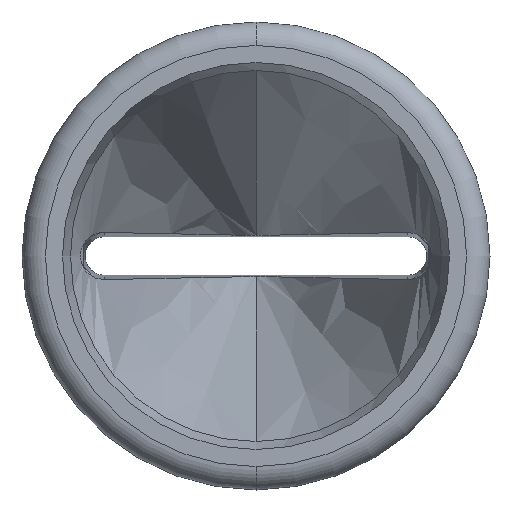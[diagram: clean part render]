
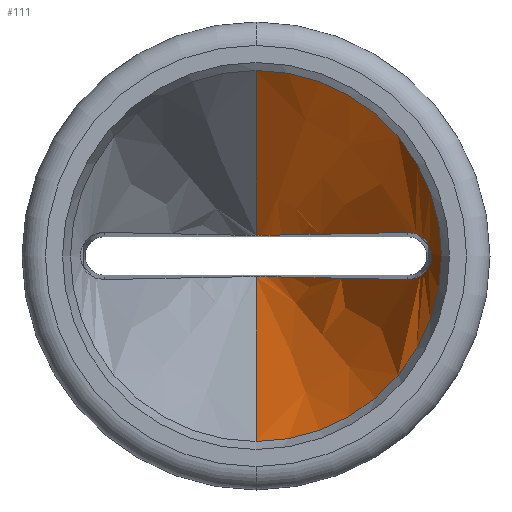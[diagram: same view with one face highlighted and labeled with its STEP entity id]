
A CAD part, front view. The second image highlights one B-rep face of the part: STEP entity #111.
In plain terms, the highlighted conical face has half-angle 22 degrees and reference radius 9.856 mm.
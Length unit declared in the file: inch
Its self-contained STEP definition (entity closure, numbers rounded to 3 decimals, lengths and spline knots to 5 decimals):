
#95 = EDGE_CURVE ( 'NONE', #127, #130, #546, .T. ) ;
#99 = ORIENTED_EDGE ( 'NONE', *, *, #95, .T. ) ;
#100 = ORIENTED_EDGE ( 'NONE', *, *, #118, .T. ) ;
#108 = ORIENTED_EDGE ( 'NONE', *, *, #176, .F. ) ;
#109 = VERTEX_POINT ( 'NONE', #584 ) ;
#110 = ORIENTED_EDGE ( 'NONE', *, *, #116, .F. ) ;
#111 = ADVANCED_FACE ( 'NONE', ( #583 ), #581, .F. ) ;
#112 = EDGE_LOOP ( 'NONE', ( #113, #110, #115, #108, #100, #99 ) ) ;
#113 = ORIENTED_EDGE ( 'NONE', *, *, #129, .F. ) ;
#114 = EDGE_CURVE ( 'NONE', #117, #109, #641, .T. ) ;
#115 = ORIENTED_EDGE ( 'NONE', *, *, #114, .T. ) ;
#116 = EDGE_CURVE ( 'NONE', #117, #132, #609, .T. ) ;
#117 = VERTEX_POINT ( 'NONE', #632 ) ;
#118 = EDGE_CURVE ( 'NONE', #119, #127, #636, .T. ) ;
#119 = VERTEX_POINT ( 'NONE', #661 ) ;
#127 = VERTEX_POINT ( 'NONE', #683 ) ;
#129 = EDGE_CURVE ( 'NONE', #132, #130, #678, .T. ) ;
#130 = VERTEX_POINT ( 'NONE', #712 ) ;
#132 = VERTEX_POINT ( 'NONE', #711 ) ;
#176 = EDGE_CURVE ( 'NONE', #119, #109, #871, .T. ) ;
#543 = DIRECTION ( 'NONE',  ( 0., -1., 0. ) ) ;
#544 = CARTESIAN_POINT ( 'NONE',  ( 0., 0.29578, 0. ) ) ;
#545 = AXIS2_PLACEMENT_3D ( 'NONE', #544, #543, #6964 ) ;
#546 = CIRCLE ( 'NONE', #545, 0.38803 ) ;
#578 = DIRECTION ( 'NONE',  ( 0., 0., -1. ) ) ;
#579 = DIRECTION ( 'NONE',  ( 0., -1., 0. ) ) ;
#580 = AXIS2_PLACEMENT_3D ( 'NONE', #582, #579, #578 ) ;
#581 = CONICAL_SURFACE ( 'NONE', #580, 0.38803, 0.384 ) ;
#582 = CARTESIAN_POINT ( 'NONE',  ( 0., 0.29578, 0. ) ) ;
#583 = FACE_OUTER_BOUND ( 'NONE', #112, .T. ) ;
#584 = CARTESIAN_POINT ( 'NONE',  ( 0.31682, 0.46255, -0.0494 ) ) ;
#609 = B_SPLINE_CURVE_WITH_KNOTS ( 'NONE', 3,
 ( #677, #676, #675, #674, #673, #672, #671, #670, #669, #668, #667, #666, #665, #664, #663, #662 ),
 .UNSPECIFIED., .F., .F.,
 ( 4, 2, 2, 2, 2, 2, 2, 4 ),
 ( 0., 0.00968, 0.01452, 0.01694, 0.01814, 0.01875, 0.01905, 0.01935 ),
 .UNSPECIFIED. ) ;
#610 = CARTESIAN_POINT ( 'NONE',  ( 0.31682, 0.46255, -0.0494 ) ) ;
#611 = CARTESIAN_POINT ( 'NONE',  ( 0.32138, 0.45136, -0.0495 ) ) ;
#612 = CARTESIAN_POINT ( 'NONE',  ( 0.32603, 0.44019, -0.04898 ) ) ;
#613 = CARTESIAN_POINT ( 'NONE',  ( 0.33538, 0.41819, -0.04646 ) ) ;
#614 = CARTESIAN_POINT ( 'NONE',  ( 0.34008, 0.40733, -0.04449 ) ) ;
#615 = CARTESIAN_POINT ( 'NONE',  ( 0.34714, 0.39134, -0.03989 ) ) ;
#616 = CARTESIAN_POINT ( 'NONE',  ( 0.34951, 0.38603, -0.03806 ) ) ;
#617 = CARTESIAN_POINT ( 'NONE',  ( 0.35413, 0.37575, -0.03368 ) ) ;
#618 = CARTESIAN_POINT ( 'NONE',  ( 0.35639, 0.37077, -0.03113 ) ) ;
#619 = CARTESIAN_POINT ( 'NONE',  ( 0.3607, 0.36135, -0.02486 ) ) ;
#620 = CARTESIAN_POINT ( 'NONE',  ( 0.36275, 0.35689, -0.02115 ) ) ;
#621 = CARTESIAN_POINT ( 'NONE',  ( 0.36605, 0.34977, -0.0118 ) ) ;
#622 = CARTESIAN_POINT ( 'NONE',  ( 0.36725, 0.34722, -0.00602 ) ) ;
#623 = CARTESIAN_POINT ( 'NONE',  ( 0.36721, 0.3473, 0.00631 ) ) ;
#624 = CARTESIAN_POINT ( 'NONE',  ( 0.36599, 0.3499, 0.01205 ) ) ;
#625 = CARTESIAN_POINT ( 'NONE',  ( 0.36266, 0.35709, 0.02134 ) ) ;
#626 = CARTESIAN_POINT ( 'NONE',  ( 0.36063, 0.3615, 0.02498 ) ) ;
#627 = CARTESIAN_POINT ( 'NONE',  ( 0.35629, 0.37098, 0.03125 ) ) ;
#628 = CARTESIAN_POINT ( 'NONE',  ( 0.35404, 0.37595, 0.03377 ) ) ;
#629 = CARTESIAN_POINT ( 'NONE',  ( 0.34944, 0.38617, 0.03812 ) ) ;
#630 = CARTESIAN_POINT ( 'NONE',  ( 0.3471, 0.39143, 0.03992 ) ) ;
#631 = CARTESIAN_POINT ( 'NONE',  ( 0.34, 0.40751, 0.04453 ) ) ;
#632 = CARTESIAN_POINT ( 'NONE',  ( 0.31682, 0.46255, 0.0494 ) ) ;
#633 = DIRECTION ( 'NONE',  ( 0., -0.927, -0.375 ) ) ;
#634 = VECTOR ( 'NONE', #633, 39.37008 ) ;
#635 = CARTESIAN_POINT ( 'NONE',  ( 0., 0.29578, -0.38803 ) ) ;
#636 = LINE ( 'NONE', #635, #634 ) ;
#637 = CARTESIAN_POINT ( 'NONE',  ( 0.3353, 0.41837, 0.04648 ) ) ;
#638 = CARTESIAN_POINT ( 'NONE',  ( 0.32598, 0.4403, 0.04898 ) ) ;
#639 = CARTESIAN_POINT ( 'NONE',  ( 0.32137, 0.45138, 0.0495 ) ) ;
#640 = CARTESIAN_POINT ( 'NONE',  ( 0.31682, 0.46255, 0.0494 ) ) ;
#641 = B_SPLINE_CURVE_WITH_KNOTS ( 'NONE', 3,
 ( #640, #639, #638, #637, #631, #630, #629, #628, #627, #626, #625, #624, #623, #622, #621, #620, #619, #618, #617, #616, #615, #614, #613, #612, #611, #610 ),
 .UNSPECIFIED., .F., .F.,
 ( 4, 2, 2, 2, 2, 2, 2, 2, 2, 2, 2, 2, 4 ),
 ( 0., 0.00091, 0.00183, 0.00228, 0.00274, 0.0032, 0.00365, 0.00411, 0.00457, 0.00502, 0.00548, 0.00639, 0.0073 ),
 .UNSPECIFIED. ) ;
#661 = CARTESIAN_POINT ( 'NONE',  ( 0., 1.14872, -0.04342 ) ) ;
#662 = CARTESIAN_POINT ( 'NONE',  ( 0., 1.14872, 0.04342 ) ) ;
#663 = CARTESIAN_POINT ( 'NONE',  ( 0.00401, 1.14872, 0.04342 ) ) ;
#664 = CARTESIAN_POINT ( 'NONE',  ( 0.00785, 1.14725, 0.04343 ) ) ;
#665 = CARTESIAN_POINT ( 'NONE',  ( 0.0146, 1.14298, 0.04347 ) ) ;
#666 = CARTESIAN_POINT ( 'NONE',  ( 0.01755, 1.14026, 0.04349 ) ) ;
#667 = CARTESIAN_POINT ( 'NONE',  ( 0.02568, 1.1316, 0.04357 ) ) ;
#668 = CARTESIAN_POINT ( 'NONE',  ( 0.03026, 1.12503, 0.04362 ) ) ;
#669 = CARTESIAN_POINT ( 'NONE',  ( 0.04309, 1.105, 0.0438 ) ) ;
#670 = CARTESIAN_POINT ( 'NONE',  ( 0.05048, 1.0909, 0.04392 ) ) ;
#671 = CARTESIAN_POINT ( 'NONE',  ( 0.07186, 1.04831, 0.04429 ) ) ;
#672 = CARTESIAN_POINT ( 'NONE',  ( 0.08485, 1.01934, 0.04455 ) ) ;
#673 = CARTESIAN_POINT ( 'NONE',  ( 0.12324, 0.93219, 0.04531 ) ) ;
#674 = CARTESIAN_POINT ( 'NONE',  ( 0.14774, 0.8736, 0.04582 ) ) ;
#675 = CARTESIAN_POINT ( 'NONE',  ( 0.22091, 0.69773, 0.04735 ) ) ;
#676 = CARTESIAN_POINT ( 'NONE',  ( 0.26889, 0.58015, 0.04838 ) ) ;
#677 = CARTESIAN_POINT ( 'NONE',  ( 0.31682, 0.46255, 0.0494 ) ) ;
#678 = LINE ( 'NONE', #715, #714 ) ;
#683 = CARTESIAN_POINT ( 'NONE',  ( 0., 0.29578, -0.38803 ) ) ;
#711 = CARTESIAN_POINT ( 'NONE',  ( 0., 1.14872, 0.04342 ) ) ;
#712 = CARTESIAN_POINT ( 'NONE',  ( 0., 0.29578, 0.38803 ) ) ;
#713 = DIRECTION ( 'NONE',  ( 0., -0.927, 0.375 ) ) ;
#714 = VECTOR ( 'NONE', #713, 39.37008 ) ;
#715 = CARTESIAN_POINT ( 'NONE',  ( 0., 0.29578, 0.38803 ) ) ;
#869 = CARTESIAN_POINT ( 'NONE',  ( 0., 1.14872, -0.04342 ) ) ;
#871 = B_SPLINE_CURVE_WITH_KNOTS ( 'NONE', 3,
 ( #869, #934, #933, #932, #931, #930, #929, #928, #927, #926, #925, #924, #923, #922, #921, #920 ),
 .UNSPECIFIED., .F., .F.,
 ( 4, 2, 2, 2, 2, 2, 2, 4 ),
 ( 0.01935, 0.01966, 0.01996, 0.02057, 0.02179, 0.02423, 0.0291, 0.03885 ),
 .UNSPECIFIED. ) ;
#920 = CARTESIAN_POINT ( 'NONE',  ( 0.31682, 0.46255, -0.0494 ) ) ;
#921 = CARTESIAN_POINT ( 'NONE',  ( 0.26891, 0.58012, -0.04838 ) ) ;
#922 = CARTESIAN_POINT ( 'NONE',  ( 0.22094, 0.69766, -0.04735 ) ) ;
#923 = CARTESIAN_POINT ( 'NONE',  ( 0.1478, 0.87347, -0.04582 ) ) ;
#924 = CARTESIAN_POINT ( 'NONE',  ( 0.1233, 0.93203, -0.04531 ) ) ;
#925 = CARTESIAN_POINT ( 'NONE',  ( 0.08492, 1.01918, -0.04455 ) ) ;
#926 = CARTESIAN_POINT ( 'NONE',  ( 0.07192, 1.04816, -0.04429 ) ) ;
#927 = CARTESIAN_POINT ( 'NONE',  ( 0.05059, 1.09068, -0.04392 ) ) ;
#928 = CARTESIAN_POINT ( 'NONE',  ( 0.04324, 1.10473, -0.0438 ) ) ;
#929 = CARTESIAN_POINT ( 'NONE',  ( 0.03039, 1.12485, -0.04362 ) ) ;
#930 = CARTESIAN_POINT ( 'NONE',  ( 0.02581, 1.13143, -0.04357 ) ) ;
#931 = CARTESIAN_POINT ( 'NONE',  ( 0.01768, 1.14014, -0.04349 ) ) ;
#932 = CARTESIAN_POINT ( 'NONE',  ( 0.01469, 1.1429, -0.04347 ) ) ;
#933 = CARTESIAN_POINT ( 'NONE',  ( 0.00795, 1.1472, -0.04343 ) ) ;
#934 = CARTESIAN_POINT ( 'NONE',  ( 0.00404, 1.14872, -0.04342 ) ) ;
#6964 = DIRECTION ( 'NONE',  ( 0., 0., -1. ) ) ;
